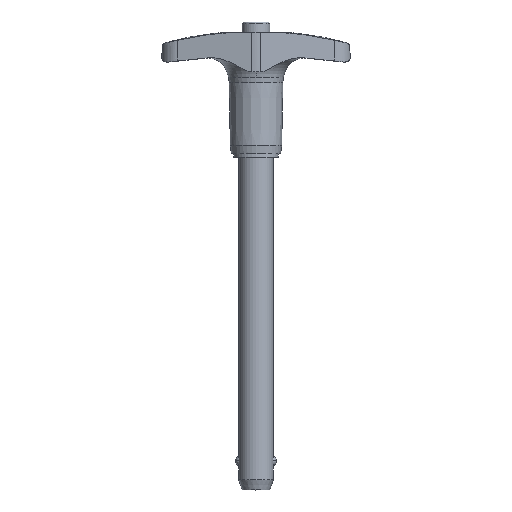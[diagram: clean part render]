
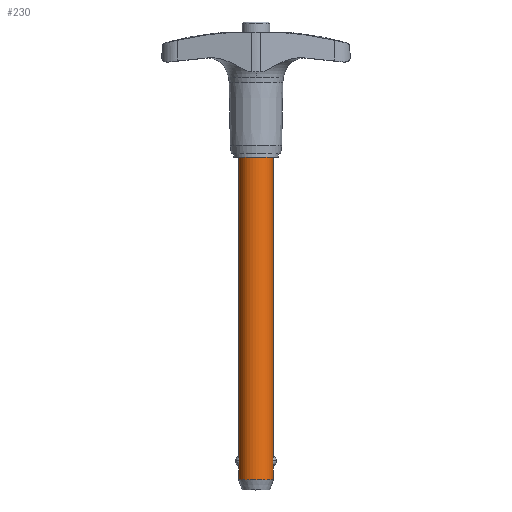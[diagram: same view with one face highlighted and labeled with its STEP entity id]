
A CAD part, top view. The second image highlights one B-rep face of the part: STEP entity #230.
In plain terms, the highlighted cylindrical face has radius 4.763 mm (diameter 9.525 mm), a partial arc.
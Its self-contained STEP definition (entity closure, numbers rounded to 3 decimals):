
#230=ADVANCED_FACE('',(#465),#466,.T.);
#465=FACE_OUTER_BOUND('',#700,.T.);
#466=CYLINDRICAL_SURFACE('',#701,4.763);
#700=EDGE_LOOP('',(#1356,#1357,#1358,#1359,#1360,#1361,#1362,#1363,#1364,#1365));
#701=AXIS2_PLACEMENT_3D('',#1366,#1367,#1368);
#1356=ORIENTED_EDGE('',*,*,#1612,.T.);
#1357=ORIENTED_EDGE('',*,*,#1665,.T.);
#1358=ORIENTED_EDGE('',*,*,#1551,.T.);
#1359=ORIENTED_EDGE('',*,*,#1616,.T.);
#1360=ORIENTED_EDGE('',*,*,#1647,.F.);
#1361=ORIENTED_EDGE('',*,*,#1614,.T.);
#1362=ORIENTED_EDGE('',*,*,#1527,.T.);
#1363=ORIENTED_EDGE('',*,*,#1610,.T.);
#1364=ORIENTED_EDGE('',*,*,#1613,.T.);
#1365=ORIENTED_EDGE('',*,*,#1449,.T.);
#1366=CARTESIAN_POINT('',(0.0,-45.276,0.0));
#1367=DIRECTION('',(-0.0,1.0,0.0));
#1368=DIRECTION('',(1.0,0.0,0.0));
#1449=EDGE_CURVE('',#1739,#1737,#1740,.T.);
#1527=EDGE_CURVE('',#1875,#1872,#1876,.T.);
#1551=EDGE_CURVE('',#1911,#1913,#1915,.T.);
#1610=EDGE_CURVE('',#1872,#2002,#2004,.T.);
#1612=EDGE_CURVE('',#1737,#2006,#2007,.T.);
#1613=EDGE_CURVE('',#2002,#1739,#2008,.T.);
#1614=EDGE_CURVE('',#2009,#1875,#2010,.T.);
#1616=EDGE_CURVE('',#1913,#2011,#2013,.T.);
#1647=EDGE_CURVE('',#2009,#2011,#2053,.T.);
#1665=EDGE_CURVE('',#2006,#1911,#2076,.T.);
#1737=VERTEX_POINT('',#2157);
#1739=VERTEX_POINT('',#2160);
#1740=CIRCLE('',#2161,4.763);
#1872=VERTEX_POINT('',#2713);
#1875=VERTEX_POINT('',#2716);
#1876=B_SPLINE_CURVE_WITH_KNOTS('',3,(#2717,#2718,#2719,#2720,#2721,#2722,#2723,#2724,#2725,#2726,#2727,#2728,#2729,#2730),.UNSPECIFIED.,.F.,.F.,(4,2,2,2,2,2,4),(6.25,6.614,6.978,7.194,7.411,7.872,8.333),.UNSPECIFIED.);
#1911=VERTEX_POINT('',#2865);
#1913=VERTEX_POINT('',#2867);
#1915=B_SPLINE_CURVE_WITH_KNOTS('',3,(#2882,#2883,#2884,#2885,#2886,#2887,#2888,#2889,#2890,#2891,#2892,#2893,#2894,#2895),.UNSPECIFIED.,.F.,.F.,(4,2,2,2,2,2,4),(4.167,4.628,5.089,5.305,5.522,5.886,6.25),.UNSPECIFIED.);
#2002=VERTEX_POINT('',#3182);
#2004=B_SPLINE_CURVE_WITH_KNOTS('',3,(#3197,#3198,#3199,#3200,#3201,#3202,#3203,#3204,#3205,#3206,#3207,#3208,#3209,#3210),.UNSPECIFIED.,.F.,.F.,(4,2,2,2,2,2,4),(0.0,0.461,0.922,1.139,1.355,1.719,2.083),.UNSPECIFIED.);
#2006=VERTEX_POINT('',#3212);
#2007=LINE('',#3213,#3214);
#2008=LINE('',#3215,#3216);
#2009=VERTEX_POINT('',#3217);
#2010=LINE('',#3218,#3219);
#2011=VERTEX_POINT('',#3220);
#2013=LINE('',#3222,#3223);
#2053=CIRCLE('',#3477,4.763);
#2076=B_SPLINE_CURVE_WITH_KNOTS('',3,(#3588,#3589,#3590,#3591,#3592,#3593,#3594,#3595,#3596,#3597,#3598,#3599,#3600,#3601),.UNSPECIFIED.,.F.,.F.,(4,2,2,2,2,2,4),(2.083,2.447,2.811,3.028,3.245,3.706,4.167),.UNSPECIFIED.);
#2157=CARTESIAN_POINT('',(4.763,-87.77,0.0));
#2160=CARTESIAN_POINT('',(-4.763,-87.77,0.));
#2161=AXIS2_PLACEMENT_3D('',#3919,#3920,#3921);
#2713=CARTESIAN_POINT('',(-4.543,-82.62,1.429));
#2716=CARTESIAN_POINT('',(-4.763,-81.28,0.));
#2717=CARTESIAN_POINT('',(-4.763,-81.28,0.));
#2718=CARTESIAN_POINT('',(-4.763,-81.28,0.121));
#2719=CARTESIAN_POINT('',(-4.757,-81.295,0.253));
#2720=CARTESIAN_POINT('',(-4.737,-81.359,0.507));
#2721=CARTESIAN_POINT('',(-4.722,-81.409,0.629));
#2722=CARTESIAN_POINT('',(-4.696,-81.502,0.797));
#2723=CARTESIAN_POINT('',(-4.684,-81.544,0.863));
#2724=CARTESIAN_POINT('',(-4.66,-81.641,0.985));
#2725=CARTESIAN_POINT('',(-4.647,-81.695,1.042));
#2726=CARTESIAN_POINT('',(-4.612,-81.86,1.192));
#2727=CARTESIAN_POINT('',(-4.587,-81.999,1.282));
#2728=CARTESIAN_POINT('',(-4.552,-82.302,1.4));
#2729=CARTESIAN_POINT('',(-4.543,-82.466,1.429));
#2730=CARTESIAN_POINT('',(-4.543,-82.62,1.429));
#2865=CARTESIAN_POINT('',(4.543,-82.62,1.429));
#2867=CARTESIAN_POINT('',(4.763,-81.28,0.));
#2882=CARTESIAN_POINT('',(4.543,-82.62,1.429));
#2883=CARTESIAN_POINT('',(4.543,-82.466,1.429));
#2884=CARTESIAN_POINT('',(4.552,-82.302,1.4));
#2885=CARTESIAN_POINT('',(4.587,-81.999,1.282));
#2886=CARTESIAN_POINT('',(4.612,-81.86,1.192));
#2887=CARTESIAN_POINT('',(4.647,-81.695,1.042));
#2888=CARTESIAN_POINT('',(4.66,-81.641,0.985));
#2889=CARTESIAN_POINT('',(4.684,-81.544,0.863));
#2890=CARTESIAN_POINT('',(4.696,-81.502,0.797));
#2891=CARTESIAN_POINT('',(4.722,-81.409,0.629));
#2892=CARTESIAN_POINT('',(4.737,-81.359,0.507));
#2893=CARTESIAN_POINT('',(4.757,-81.295,0.253));
#2894=CARTESIAN_POINT('',(4.763,-81.28,0.121));
#2895=CARTESIAN_POINT('',(4.763,-81.28,0.));
#3182=CARTESIAN_POINT('',(-4.763,-83.96,0.));
#3197=CARTESIAN_POINT('',(-4.543,-82.62,1.429));
#3198=CARTESIAN_POINT('',(-4.543,-82.773,1.429));
#3199=CARTESIAN_POINT('',(-4.552,-82.937,1.4));
#3200=CARTESIAN_POINT('',(-4.587,-83.24,1.282));
#3201=CARTESIAN_POINT('',(-4.612,-83.38,1.192));
#3202=CARTESIAN_POINT('',(-4.647,-83.545,1.042));
#3203=CARTESIAN_POINT('',(-4.66,-83.599,0.985));
#3204=CARTESIAN_POINT('',(-4.684,-83.695,0.863));
#3205=CARTESIAN_POINT('',(-4.696,-83.738,0.797));
#3206=CARTESIAN_POINT('',(-4.722,-83.831,0.629));
#3207=CARTESIAN_POINT('',(-4.737,-83.88,0.507));
#3208=CARTESIAN_POINT('',(-4.757,-83.945,0.253));
#3209=CARTESIAN_POINT('',(-4.763,-83.96,0.121));
#3210=CARTESIAN_POINT('',(-4.763,-83.96,0.));
#3212=CARTESIAN_POINT('',(4.763,-83.96,0.));
#3213=CARTESIAN_POINT('',(4.763,-45.276,0.));
#3214=VECTOR('',#4115,1.0);
#3215=CARTESIAN_POINT('',(-4.763,-45.276,0.));
#3216=VECTOR('',#4116,1.0);
#3217=CARTESIAN_POINT('',(-4.763,0.0,0.));
#3218=CARTESIAN_POINT('',(-4.763,-45.276,0.));
#3219=VECTOR('',#4117,1.0);
#3220=CARTESIAN_POINT('',(4.763,0.0,0.0));
#3222=CARTESIAN_POINT('',(4.763,-45.276,0.));
#3223=VECTOR('',#4121,1.0);
#3477=AXIS2_PLACEMENT_3D('',#4144,#4145,#4146);
#3588=CARTESIAN_POINT('',(4.763,-83.96,0.));
#3589=CARTESIAN_POINT('',(4.763,-83.96,0.121));
#3590=CARTESIAN_POINT('',(4.757,-83.945,0.253));
#3591=CARTESIAN_POINT('',(4.737,-83.88,0.507));
#3592=CARTESIAN_POINT('',(4.722,-83.831,0.629));
#3593=CARTESIAN_POINT('',(4.696,-83.738,0.797));
#3594=CARTESIAN_POINT('',(4.684,-83.695,0.863));
#3595=CARTESIAN_POINT('',(4.66,-83.599,0.985));
#3596=CARTESIAN_POINT('',(4.647,-83.545,1.042));
#3597=CARTESIAN_POINT('',(4.612,-83.38,1.192));
#3598=CARTESIAN_POINT('',(4.587,-83.24,1.282));
#3599=CARTESIAN_POINT('',(4.552,-82.937,1.4));
#3600=CARTESIAN_POINT('',(4.543,-82.773,1.429));
#3601=CARTESIAN_POINT('',(4.543,-82.62,1.429));
#3919=CARTESIAN_POINT('',(0.0,-87.77,0.0));
#3920=DIRECTION('',(0.,1.0,0.0));
#3921=DIRECTION('',(1.0,0.,0.0));
#4115=DIRECTION('',(0.0,1.0,0.0));
#4116=DIRECTION('',(-0.0,-1.0,-0.0));
#4117=DIRECTION('',(-0.0,-1.0,-0.0));
#4121=DIRECTION('',(0.0,1.0,0.0));
#4144=CARTESIAN_POINT('',(0.0,0.0,0.0));
#4145=DIRECTION('',(-0.0,1.0,0.0));
#4146=DIRECTION('',(1.0,0.0,0.0));
